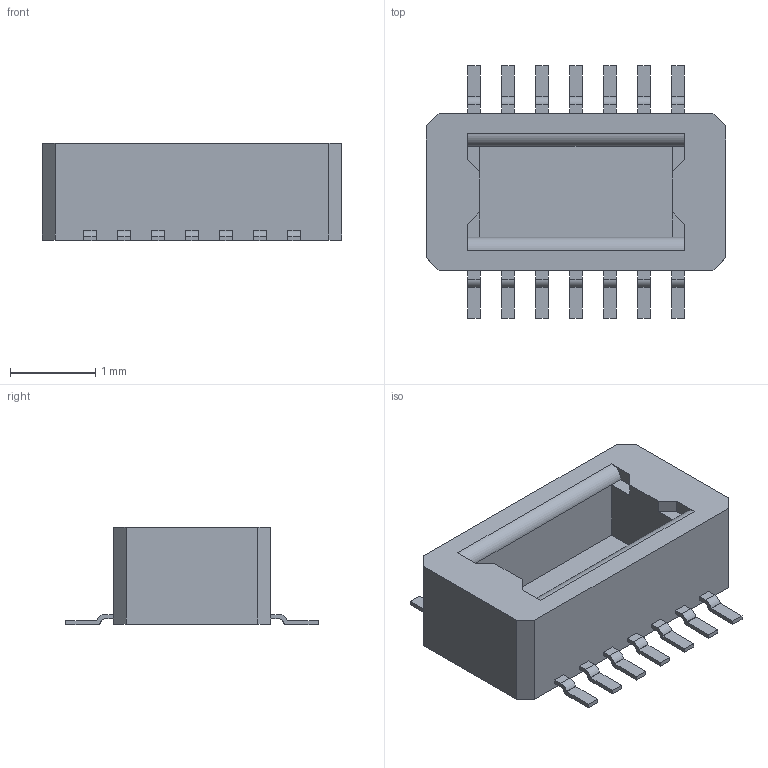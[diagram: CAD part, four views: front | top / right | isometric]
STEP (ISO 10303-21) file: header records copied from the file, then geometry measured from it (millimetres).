
FILE_DESCRIPTION(/* description */ (''),/* implementation_level */ '2;1');
FILE_NAME(/* name */ 'CON_HC-PBB40C-10DP-0.4V-02.step',/* time_stamp */ '2024-07-13T15:59:01+02:00',/* author */ (''),/* organization */ (''),/* preprocessor_version */ 'ST-DEVELOPER v20',/* originating_system */ 'Autodesk Translation Framework v13.14.0.145',/* authorisation */ '');
FILE_SCHEMA (('AUTOMOTIVE_DESIGN { 1 0 10303 214 3 1 1 }'));
Length unit declared in the file: millimetre
Products named in the file (1): HC-PBB40C-10DP-0.4V-02
Bounding box: 3.52 x 2.97 x 1.15 mm (x, y, z)
Volume: 5.3 mm3; surface area: 33.7 mm2
Topology: 1 solids, 1 shells, 197 faces, 536 edges, 356 vertices
Faces by surface type: plane 153, cylinder 44
Entity records: 6381 total; most frequent: CARTESIAN_POINT 1090, ORIENTED_EDGE 1072, DIRECTION 1020, EDGE_CURVE 536, LINE 448, VECTOR 448, VERTEX_POINT 356, AXIS2_PLACEMENT_3D 286
